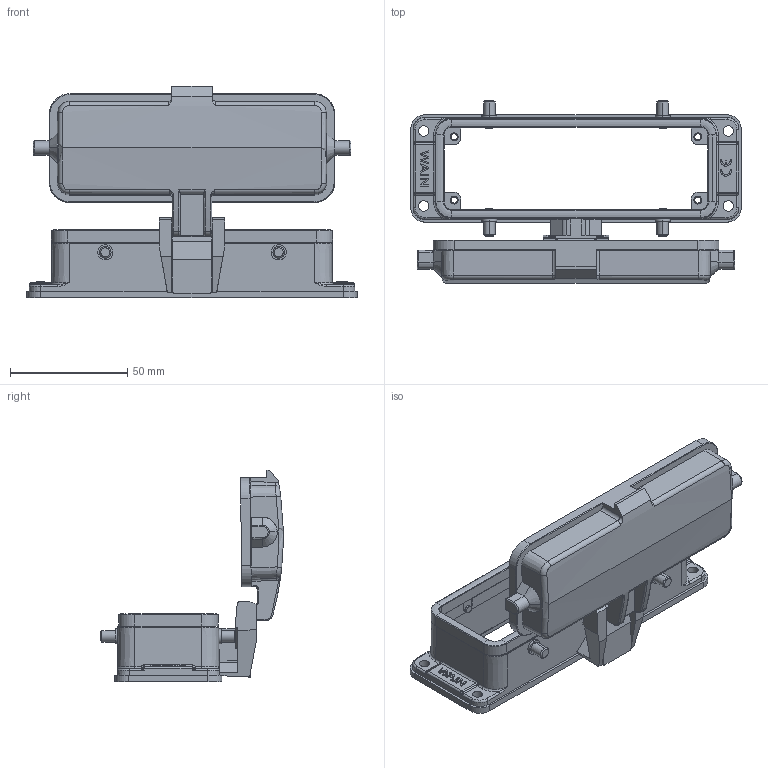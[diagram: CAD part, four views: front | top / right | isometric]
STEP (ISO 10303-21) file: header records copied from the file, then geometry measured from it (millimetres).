
FILE_DESCRIPTION(/* description */ (''),/* implementation_level */ '2;1');
FILE_NAME(/* name */ '3D_1240243701001_HV24B-BK-4B-CV_V1.1.STP',/* time_stamp */ '2024-01-17T10:55:53+08:00',/* author */ (''),/* organization */ (''),/* preprocessor_version */ 'ST-DEVELOPER v18.1',/* originating_system */ 'SIEMENS PLM Software NX 1980',/* authorisation */ '');
FILE_SCHEMA (('AUTOMOTIVE_DESIGN { 1 0 10303 214 3 1 1 1 }'));
Length unit declared in the file: millimetre
Products named in the file (1): 14593C30272Bdtkw
Bounding box: 141 x 77.96 x 90.14 mm (x, y, z)
Volume: 69847.2 mm3; surface area: 54475.1 mm2
Topology: 7 solids, 7 shells, 778 faces, 1969 edges, 1219 vertices
Faces by surface type: plane 306, cylinder 299, torus 90, cone 47, bspline 23, sphere 12, extrusion 1
Entity records: 24190 total; most frequent: CARTESIAN_POINT 6010, ORIENTED_EDGE 3916, DIRECTION 3642, EDGE_CURVE 1958, AXIS2_PLACEMENT_3D 1324, VERTEX_POINT 1219, VECTOR 994, LINE 993
